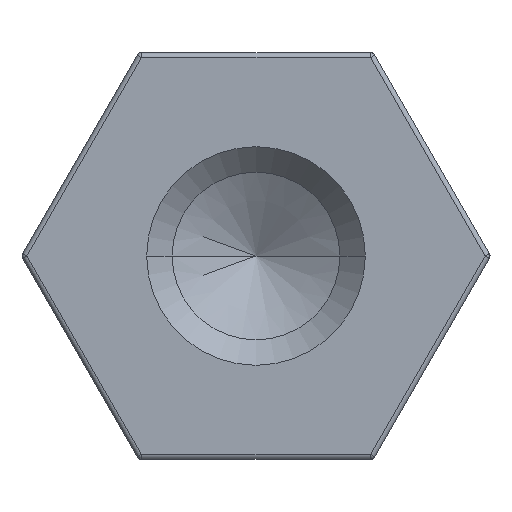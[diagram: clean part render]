
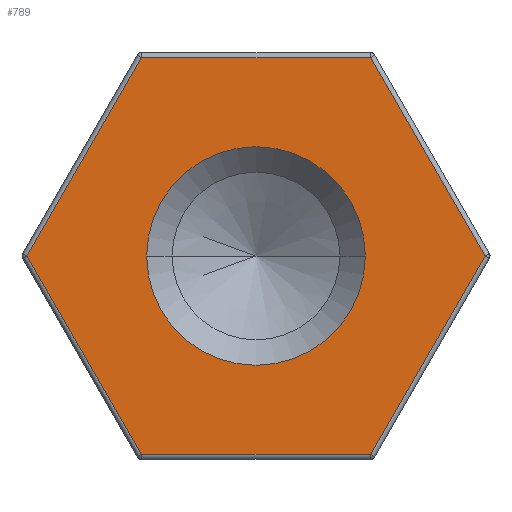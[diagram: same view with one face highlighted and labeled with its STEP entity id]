
A CAD part, left-side view. The second image highlights one B-rep face of the part: STEP entity #789.
In plain terms, the highlighted planar face has unit normal (-1, 0, 0).
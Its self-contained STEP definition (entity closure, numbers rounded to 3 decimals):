
#33 = VERTEX_POINT ( 'NONE', #1182 ) ;
#99 = DIRECTION ( 'NONE',  ( 0., 1., 0. ) ) ;
#103 = CARTESIAN_POINT ( 'NONE',  ( 0., -3.377, 1.95 ) ) ;
#107 = CARTESIAN_POINT ( 'NONE',  ( 0., 0., 3.9 ) ) ;
#120 = DIRECTION ( 'NONE',  ( 0., 0.5, 0.866 ) ) ;
#142 = DIRECTION ( 'NONE',  ( 0., 0.5, -0.866 ) ) ;
#144 = VERTEX_POINT ( 'NONE', #1202 ) ;
#157 = LINE ( 'NONE', #170, #885 ) ;
#170 = CARTESIAN_POINT ( 'NONE',  ( 0., 3.377, 1.95 ) ) ;
#222 = CARTESIAN_POINT ( 'NONE',  ( 0., 0., -3.9 ) ) ;
#234 = AXIS2_PLACEMENT_3D ( 'NONE', #631, #625, #624 ) ;
#247 = VERTEX_POINT ( 'NONE', #1155 ) ;
#252 = VERTEX_POINT ( 'NONE', #1131 ) ;
#255 = AXIS2_PLACEMENT_3D ( 'NONE', #1078, #1073, #1069 ) ;
#257 = VERTEX_POINT ( 'NONE', #1128 ) ;
#270 = EDGE_CURVE ( 'NONE', #144, #247, #349, .T. ) ;
#287 = VERTEX_POINT ( 'NONE', #1031 ) ;
#291 = DIRECTION ( 'NONE',  ( 0., -0.5, -0.866 ) ) ;
#307 = CARTESIAN_POINT ( 'NONE',  ( 0., 3.377, -1.95 ) ) ;
#344 = VERTEX_POINT ( 'NONE', #836 ) ;
#349 = CIRCLE ( 'NONE', #255, 2.15 ) ;
#355 = DIRECTION ( 'NONE',  ( 1., 0., 0. ) ) ;
#397 = EDGE_CURVE ( 'NONE', #247, #144, #1422, .T. ) ;
#431 = ORIENTED_EDGE ( 'NONE', *, *, #497, .T. ) ;
#438 = ORIENTED_EDGE ( 'NONE', *, *, #493, .T. ) ;
#439 = ORIENTED_EDGE ( 'NONE', *, *, #397, .T. ) ;
#459 = ORIENTED_EDGE ( 'NONE', *, *, #503, .T. ) ;
#469 = EDGE_CURVE ( 'NONE', #33, #252, #649, .T. ) ;
#475 = ORIENTED_EDGE ( 'NONE', *, *, #508, .T. ) ;
#481 = EDGE_CURVE ( 'NONE', #257, #33, #1011, .T. ) ;
#493 = EDGE_CURVE ( 'NONE', #344, #257, #917, .T. ) ;
#497 = EDGE_CURVE ( 'NONE', #1107, #344, #157, .T. ) ;
#503 = EDGE_CURVE ( 'NONE', #287, #1107, #1160, .T. ) ;
#508 = EDGE_CURVE ( 'NONE', #252, #287, #549, .T. ) ;
#514 = ORIENTED_EDGE ( 'NONE', *, *, #469, .T. ) ;
#538 = ORIENTED_EDGE ( 'NONE', *, *, #481, .T. ) ;
#547 = ORIENTED_EDGE ( 'NONE', *, *, #270, .T. ) ;
#549 = LINE ( 'NONE', #103, #1105 ) ;
#608 = VECTOR ( 'NONE', #824, 1000. ) ;
#610 = EDGE_LOOP ( 'NONE', ( #475, #459, #431, #438, #538, #514 ) ) ;
#624 = DIRECTION ( 'NONE',  ( 0., 1., 0. ) ) ;
#625 = DIRECTION ( 'NONE',  ( 1., 0., 0. ) ) ;
#631 = CARTESIAN_POINT ( 'NONE',  ( 0., 0., 0. ) ) ;
#649 = LINE ( 'NONE', #1168, #1342 ) ;
#695 = FACE_OUTER_BOUND ( 'NONE', #610, .T. ) ;
#789 = ADVANCED_FACE ( 'NONE', ( #695, #962 ), #1245, .F. ) ;
#824 = DIRECTION ( 'NONE',  ( 0., -1., 0. ) ) ;
#836 = CARTESIAN_POINT ( 'NONE',  ( 0., 4.503, 0. ) ) ;
#885 = VECTOR ( 'NONE', #142, 1000. ) ;
#900 = CARTESIAN_POINT ( 'NONE',  ( 0., 0., 0. ) ) ;
#917 = LINE ( 'NONE', #307, #1319 ) ;
#962 = FACE_BOUND ( 'NONE', #1381, .T. ) ;
#989 = AXIS2_PLACEMENT_3D ( 'NONE', #900, #355, #1178 ) ;
#1011 = LINE ( 'NONE', #222, #608 ) ;
#1031 = CARTESIAN_POINT ( 'NONE',  ( 0., -2.252, 3.9 ) ) ;
#1069 = DIRECTION ( 'NONE',  ( 0., 1., 0. ) ) ;
#1073 = DIRECTION ( 'NONE',  ( 1., 0., 0. ) ) ;
#1078 = CARTESIAN_POINT ( 'NONE',  ( 0., 0., 0. ) ) ;
#1105 = VECTOR ( 'NONE', #120, 1000. ) ;
#1107 = VERTEX_POINT ( 'NONE', #1429 ) ;
#1128 = CARTESIAN_POINT ( 'NONE',  ( 0., 2.252, -3.9 ) ) ;
#1131 = CARTESIAN_POINT ( 'NONE',  ( 0., -4.503, 0. ) ) ;
#1136 = VECTOR ( 'NONE', #99, 1000. ) ;
#1155 = CARTESIAN_POINT ( 'NONE',  ( 0., 2.15, 0. ) ) ;
#1160 = LINE ( 'NONE', #107, #1136 ) ;
#1168 = CARTESIAN_POINT ( 'NONE',  ( 0., -3.377, -1.95 ) ) ;
#1178 = DIRECTION ( 'NONE',  ( 0., 1., 0. ) ) ;
#1182 = CARTESIAN_POINT ( 'NONE',  ( 0., -2.252, -3.9 ) ) ;
#1202 = CARTESIAN_POINT ( 'NONE',  ( 0., -2.15, 0. ) ) ;
#1245 = PLANE ( 'NONE',  #989 ) ;
#1319 = VECTOR ( 'NONE', #291, 1000. ) ;
#1342 = VECTOR ( 'NONE', #1389, 1000. ) ;
#1381 = EDGE_LOOP ( 'NONE', ( #439, #547 ) ) ;
#1389 = DIRECTION ( 'NONE',  ( 0., -0.5, 0.866 ) ) ;
#1422 = CIRCLE ( 'NONE', #234, 2.15 ) ;
#1429 = CARTESIAN_POINT ( 'NONE',  ( 0., 2.252, 3.9 ) ) ;
